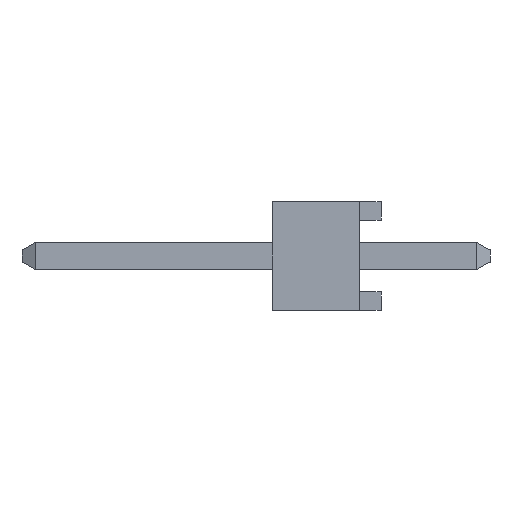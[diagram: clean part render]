
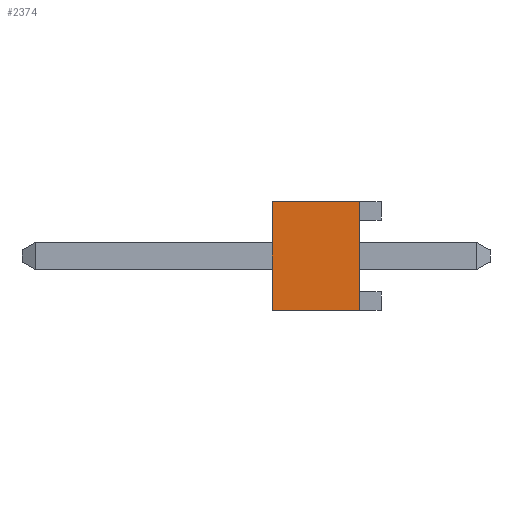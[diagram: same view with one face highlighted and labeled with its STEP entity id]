
A CAD part, left-side view. The second image highlights one B-rep face of the part: STEP entity #2374.
In plain terms, the highlighted planar face has unit normal (-1, 0, 0).
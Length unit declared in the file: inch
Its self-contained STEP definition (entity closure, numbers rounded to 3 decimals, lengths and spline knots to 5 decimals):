
#440 = CARTESIAN_POINT ( 'NONE',  ( -0.6, 0.02, -0.05 ) ) ;
#596 = CARTESIAN_POINT ( 'NONE',  ( -0.6, 0.1, 0.05 ) ) ;
#613 = DIRECTION ( 'NONE',  ( 0., -1., 0. ) ) ;
#614 = VECTOR ( 'NONE', #613, 39.37008 ) ;
#615 = CARTESIAN_POINT ( 'NONE',  ( -0.6, 0.1, -0.05 ) ) ;
#616 = LINE ( 'NONE', #615, #614 ) ;
#634 = CARTESIAN_POINT ( 'NONE',  ( -0.6, 0.02, 0.05 ) ) ;
#667 = DIRECTION ( 'NONE',  ( 0., 0., -1. ) ) ;
#668 = VECTOR ( 'NONE', #667, 39.37008 ) ;
#669 = CARTESIAN_POINT ( 'NONE',  ( -0.6, 0.1, 0.05 ) ) ;
#670 = LINE ( 'NONE', #669, #668 ) ;
#671 = DIRECTION ( 'NONE',  ( 0., 0., -1. ) ) ;
#672 = VECTOR ( 'NONE', #671, 39.37008 ) ;
#673 = CARTESIAN_POINT ( 'NONE',  ( -0.6, 0.02, 0.05 ) ) ;
#674 = LINE ( 'NONE', #673, #672 ) ;
#696 = CARTESIAN_POINT ( 'NONE',  ( -0.6, 0.1, -0.05 ) ) ;
#697 = DIRECTION ( 'NONE',  ( 0., -1., 0. ) ) ;
#698 = VECTOR ( 'NONE', #697, 39.37008 ) ;
#699 = CARTESIAN_POINT ( 'NONE',  ( -0.6, 0.1, 0.05 ) ) ;
#700 = LINE ( 'NONE', #699, #698 ) ;
#2374 = ADVANCED_FACE ( 'NONE', ( #7426 ), #7490, .F. ) ;
#2410 = ORIENTED_EDGE ( 'NONE', *, *, #13956, .F. ) ;
#2441 = EDGE_LOOP ( 'NONE', ( #2443, #2410, #2540, #2543 ) ) ;
#2443 = ORIENTED_EDGE ( 'NONE', *, *, #13921, .T. ) ;
#2540 = ORIENTED_EDGE ( 'NONE', *, *, #13971, .F. ) ;
#2543 = ORIENTED_EDGE ( 'NONE', *, *, #13959, .T. ) ;
#7426 = FACE_OUTER_BOUND ( 'NONE', #2441, .T. ) ;
#7459 = DIRECTION ( 'NONE',  ( 0., 1., 0. ) ) ;
#7460 = DIRECTION ( 'NONE',  ( 1., 0., 0. ) ) ;
#7461 = CARTESIAN_POINT ( 'NONE',  ( -0.6, 0.1, 0.05 ) ) ;
#7490 = PLANE ( 'NONE',  #7509 ) ;
#7509 = AXIS2_PLACEMENT_3D ( 'NONE', #7461, #7460, #7459 ) ;
#13900 = VERTEX_POINT ( 'NONE', #440 ) ;
#13914 = VERTEX_POINT ( 'NONE', #596 ) ;
#13921 = EDGE_CURVE ( 'NONE', #13974, #13900, #616, .T. ) ;
#13944 = VERTEX_POINT ( 'NONE', #634 ) ;
#13956 = EDGE_CURVE ( 'NONE', #13944, #13900, #674, .T. ) ;
#13959 = EDGE_CURVE ( 'NONE', #13914, #13974, #670, .T. ) ;
#13971 = EDGE_CURVE ( 'NONE', #13914, #13944, #700, .T. ) ;
#13974 = VERTEX_POINT ( 'NONE', #696 ) ;
